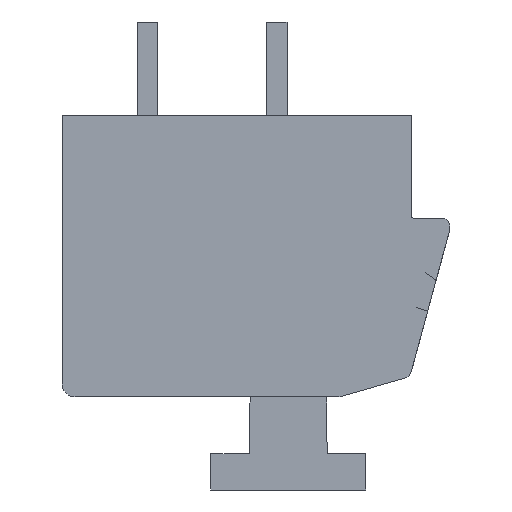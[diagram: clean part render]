
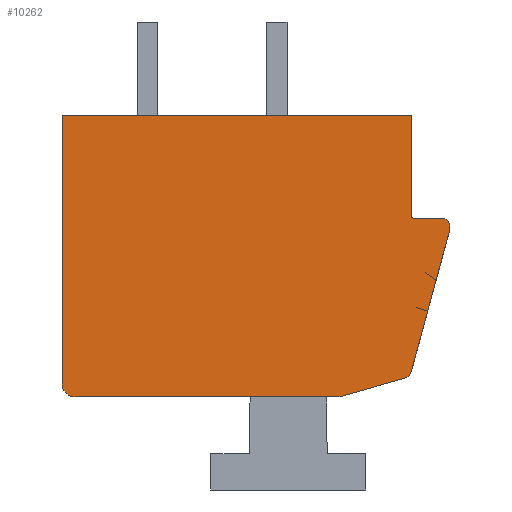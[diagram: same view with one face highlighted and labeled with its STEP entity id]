
A CAD part, front view. The second image highlights one B-rep face of the part: STEP entity #10262.
In plain terms, the highlighted planar face has unit normal (0, -1, 0).
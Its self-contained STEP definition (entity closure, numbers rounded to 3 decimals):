
#1=CARTESIAN_POINT('',(7.2,-83.75,1.15));
#2=DIRECTION('',(0.,-1.,0.));
#3=DIRECTION('',(1.,0.,0.));
#4=AXIS2_PLACEMENT_3D('',#1,#2,#3);
#6=DIRECTION('',(0.,0.,-1.));
#7=VECTOR('',#6,0.119);
#8=CARTESIAN_POINT('',(7.5,-83.75,1.15));
#9=LINE('',#8,#7);
#10=DIRECTION('',(0.262,0.,0.965));
#11=VECTOR('',#10,5.739);
#12=CARTESIAN_POINT('',(5.994,-83.75,-4.507));
#13=LINE('',#12,#11);
#14=CARTESIAN_POINT('',(5.705,-83.75,-4.428));
#15=DIRECTION('',(0.,-1.,0.));
#16=DIRECTION('',(0.274,0.,-0.962));
#17=AXIS2_PLACEMENT_3D('',#14,#15,#16);
#19=DIRECTION('',(0.962,0.,0.274));
#20=VECTOR('',#19,2.679);
#21=CARTESIAN_POINT('',(3.21,-83.75,-5.45));
#22=LINE('',#21,#20);
#23=DIRECTION('',(-1.,0.,0.));
#24=VECTOR('',#23,10.21);
#25=CARTESIAN_POINT('',(3.21,-83.75,-5.45));
#26=LINE('',#25,#24);
#27=CARTESIAN_POINT('',(-7.,-83.75,-4.95));
#28=DIRECTION('',(0.,-1.,0.));
#29=DIRECTION('',(-1.,0.,0.));
#30=AXIS2_PLACEMENT_3D('',#27,#28,#29);
#32=DIRECTION('',(0.,0.,1.));
#33=VECTOR('',#32,10.4);
#34=CARTESIAN_POINT('',(-7.5,-83.75,-4.95));
#35=LINE('',#34,#33);
#36=DIRECTION('',(1.,0.,0.));
#37=VECTOR('',#36,13.5);
#38=CARTESIAN_POINT('',(-7.5,-83.75,5.45));
#39=LINE('',#38,#37);
#40=DIRECTION('',(0.,0.,-1.));
#41=VECTOR('',#40,3.85);
#42=CARTESIAN_POINT('',(6.,-83.75,5.45));
#43=LINE('',#42,#41);
#44=DIRECTION('',(1.,0.,0.));
#45=VECTOR('',#44,1.05);
#46=CARTESIAN_POINT('',(6.15,-83.75,1.45));
#47=LINE('',#46,#45);
#60=CARTESIAN_POINT('',(6.15,-83.75,1.6));
#61=DIRECTION('',(0.,1.,0.));
#62=DIRECTION('',(0.,0.,-1.));
#63=AXIS2_PLACEMENT_3D('',#60,#61,#62);
#8177=CARTESIAN_POINT('',(-7.5,-83.75,5.45));
#8178=CARTESIAN_POINT('',(6.,-83.75,5.45));
#8179=VERTEX_POINT('',#8177);
#8180=VERTEX_POINT('',#8178);
#8181=CARTESIAN_POINT('',(6.,-83.75,1.6));
#8182=VERTEX_POINT('',#8181);
#8183=CARTESIAN_POINT('',(6.15,-83.75,1.45));
#8184=VERTEX_POINT('',#8183);
#8185=CARTESIAN_POINT('',(7.5,-83.75,1.15));
#8186=CARTESIAN_POINT('',(7.2,-83.75,1.45));
#8187=VERTEX_POINT('',#8185);
#8188=VERTEX_POINT('',#8186);
#8189=CARTESIAN_POINT('',(5.787,-83.75,-4.716));
#8190=CARTESIAN_POINT('',(5.994,-83.75,-4.507));
#8191=VERTEX_POINT('',#8189);
#8192=VERTEX_POINT('',#8190);
#8193=CARTESIAN_POINT('',(-7.5,-83.75,-4.95));
#8194=CARTESIAN_POINT('',(-7.,-83.75,-5.45));
#8195=VERTEX_POINT('',#8193);
#8196=VERTEX_POINT('',#8194);
#8197=CARTESIAN_POINT('',(3.21,-83.75,-5.45));
#8198=VERTEX_POINT('',#8197);
#8199=CARTESIAN_POINT('',(7.5,-83.75,1.031));
#8200=VERTEX_POINT('',#8199);
#10231=CARTESIAN_POINT('',(0.,-83.75,0.));
#10232=DIRECTION('',(0.,1.,0.));
#10233=DIRECTION('',(1.,0.,0.));
#10234=AXIS2_PLACEMENT_3D('',#10231,#10232,#10233);
#10235=PLANE('',#10234);
#10237=ORIENTED_EDGE('',*,*,#10236,.F.);
#10239=ORIENTED_EDGE('',*,*,#10238,.T.);
#10241=ORIENTED_EDGE('',*,*,#10240,.F.);
#10243=ORIENTED_EDGE('',*,*,#10242,.F.);
#10245=ORIENTED_EDGE('',*,*,#10244,.F.);
#10247=ORIENTED_EDGE('',*,*,#10246,.T.);
#10249=ORIENTED_EDGE('',*,*,#10248,.F.);
#10251=ORIENTED_EDGE('',*,*,#10250,.T.);
#10253=ORIENTED_EDGE('',*,*,#10252,.T.);
#10255=ORIENTED_EDGE('',*,*,#10254,.T.);
#10257=ORIENTED_EDGE('',*,*,#10256,.F.);
#10259=ORIENTED_EDGE('',*,*,#10258,.T.);
#10260=EDGE_LOOP('',(#10237,#10239,#10241,#10243,#10245,#10247,#10249,#10251,
#10253,#10255,#10257,#10259));
#10261=FACE_OUTER_BOUND('',#10260,.F.);
#10262=ADVANCED_FACE('',(#10261),#10235,.F.);
#5=CIRCLE('',#4,0.3);
#18=CIRCLE('',#17,0.3);
#31=CIRCLE('',#30,0.5);
#64=CIRCLE('',#63,0.15);
#10236=EDGE_CURVE('',#8187,#8188,#5,.T.);
#10238=EDGE_CURVE('',#8187,#8200,#9,.T.);
#10240=EDGE_CURVE('',#8192,#8200,#13,.T.);
#10242=EDGE_CURVE('',#8191,#8192,#18,.T.);
#10244=EDGE_CURVE('',#8198,#8191,#22,.T.);
#10246=EDGE_CURVE('',#8198,#8196,#26,.T.);
#10248=EDGE_CURVE('',#8195,#8196,#31,.T.);
#10250=EDGE_CURVE('',#8195,#8179,#35,.T.);
#10252=EDGE_CURVE('',#8179,#8180,#39,.T.);
#10254=EDGE_CURVE('',#8180,#8182,#43,.T.);
#10256=EDGE_CURVE('',#8184,#8182,#64,.T.);
#10258=EDGE_CURVE('',#8184,#8188,#47,.T.);
